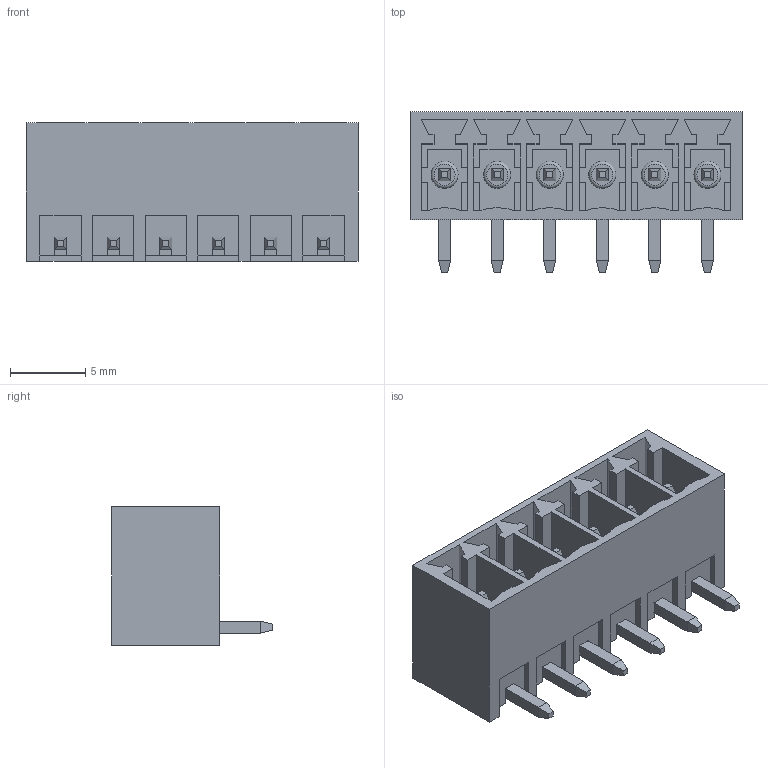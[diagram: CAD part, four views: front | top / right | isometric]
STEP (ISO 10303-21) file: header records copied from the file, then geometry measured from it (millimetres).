
FILE_DESCRIPTION( ( 'Unknown' ), '1' );
FILE_NAME( '691322110006.stp', 'Unknown', ( 'Unknown' ), ( 'Unknown' ), 'PSStep 14.0', 'Unknown', ' ' );
FILE_SCHEMA( ( 'AUTOMOTIVE_DESIGN { 1 0 10303 214 1 1 1 1 }' ) );
Length unit declared in the file: millimetre
Products named in the file (3): Assem1; 6913221100xx_PIN; 691325110006
Assembly tree (7 placements, depth 2):
  Assem1
    6913221100xx_PIN  x6
    691325110006
Bounding box: 22.1 x 10.7 x 9.2 mm (x, y, z)
Volume: 707.5 mm3; surface area: 2299.8 mm2
Topology: 7 solids, 7 shells, 354 faces, 942 edges, 608 vertices
Faces by surface type: plane 330, cylinder 18, torus 6
Full cylindrical faces by diameter (mm): 1.8 x6
Entity records: 10659 total; most frequent: CARTESIAN_POINT 1508, ORIENTED_EDGE 1478, DIRECTION 1325, EDGE_CURVE 739, LINE 707, VECTOR 707, VERTEX_POINT 492, AXIS2_PLACEMENT_3D 309
